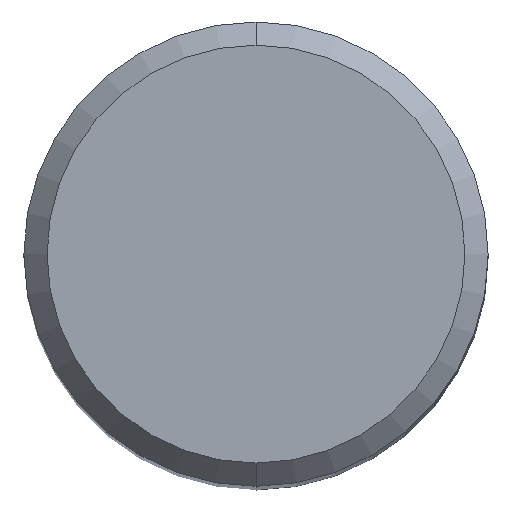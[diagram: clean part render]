
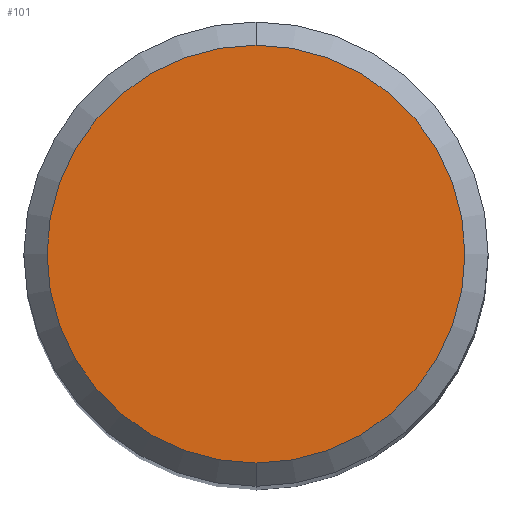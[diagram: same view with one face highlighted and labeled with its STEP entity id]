
A CAD part, top view. The second image highlights one B-rep face of the part: STEP entity #101.
In plain terms, the highlighted planar face has unit normal (0, 0, 1).
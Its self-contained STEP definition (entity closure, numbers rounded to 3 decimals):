
#101=ADVANCED_FACE('',(#263),#264,.T.);
#121=VERTEX_POINT('',#288);
#211=VERTEX_POINT('',#391);
#215=EDGE_CURVE('',#121,#211,#395,.T.);
#241=EDGE_CURVE('',#211,#121,#423,.T.);
#263=FACE_OUTER_BOUND('',#439,.T.);
#264=PLANE('',#440);
#288=CARTESIAN_POINT('',(0.,-4.5,0.0));
#391=CARTESIAN_POINT('',(0.0,4.5,0.0));
#395=CIRCLE('',#608,4.5);
#423=CIRCLE('',#642,4.5);
#439=EDGE_LOOP('',(#647,#648));
#440=AXIS2_PLACEMENT_3D('',#649,#650,#651);
#608=AXIS2_PLACEMENT_3D('',#834,#835,#836);
#642=AXIS2_PLACEMENT_3D('',#856,#857,#858);
#647=ORIENTED_EDGE('',*,*,#241,.F.);
#648=ORIENTED_EDGE('',*,*,#215,.F.);
#649=CARTESIAN_POINT('',(0.0,2.25,0.0));
#650=DIRECTION('',(-0.0,0.0,1.0));
#651=DIRECTION('',(0.0,-1.0,0.0));
#834=CARTESIAN_POINT('',(0.0,0.0,0.0));
#835=DIRECTION('',(0.0,0.0,-1.0));
#836=DIRECTION('',(0.0,1.0,0.0));
#856=CARTESIAN_POINT('',(0.0,0.0,0.0));
#857=DIRECTION('',(0.0,0.0,-1.0));
#858=DIRECTION('',(0.0,1.0,0.0));
